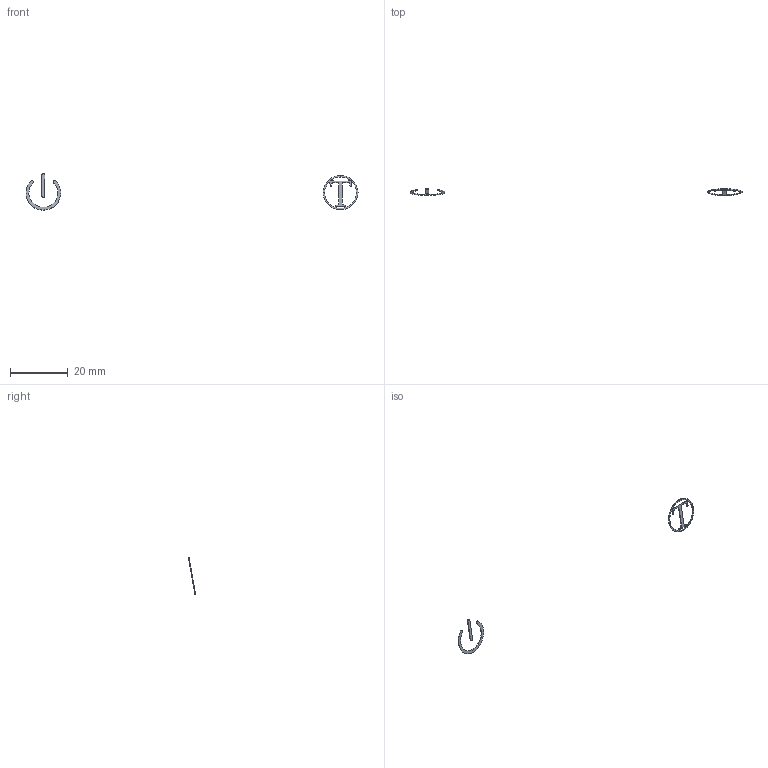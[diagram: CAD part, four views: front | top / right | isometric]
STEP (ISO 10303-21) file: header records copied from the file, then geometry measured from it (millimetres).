
FILE_DESCRIPTION(/* description */ (''),/* implementation_level */ '2;1');
FILE_NAME(/* name */ 'Text.step',/* time_stamp */ '2025-11-17T04:56:16-06:00',/* author */ (''),/* organization */ (''),/* preprocessor_version */ 'ST-DEVELOPER v20.1',/* originating_system */ 'Autodesk Translation Framework v14.21.0.0',/* authorisation */ '');
FILE_SCHEMA (('AUTOMOTIVE_DESIGN { 1 0 10303 214 3 1 1 }'));
Length unit declared in the file: millimetre
Products named in the file (1): Text
Bounding box: 114.75 x 2.41 x 12.59 mm (x, y, z)
Volume: 13.9 mm3; surface area: 176.5 mm2
Topology: 4 solids, 4 shells, 65 faces, 171 edges, 114 vertices
Faces by surface type: plane 32, bspline 23, cylinder 10
Full cylindrical faces by diameter (mm): 11 x1, 12 x1
Entity records: 2065 total; most frequent: CARTESIAN_POINT 558, ORIENTED_EDGE 342, DIRECTION 231, EDGE_CURVE 171, VERTEX_POINT 114, LINE 105, VECTOR 105, EDGE_LOOP 67
